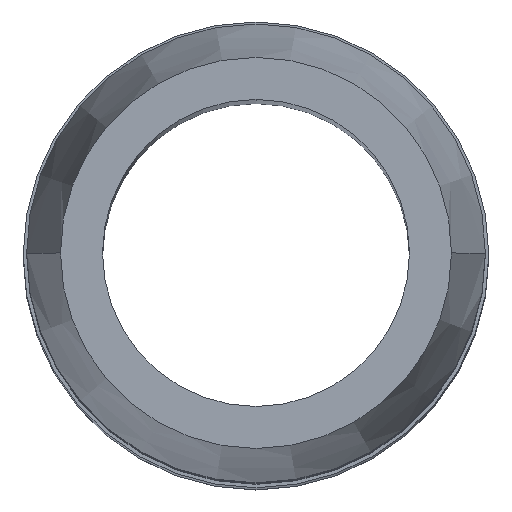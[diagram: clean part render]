
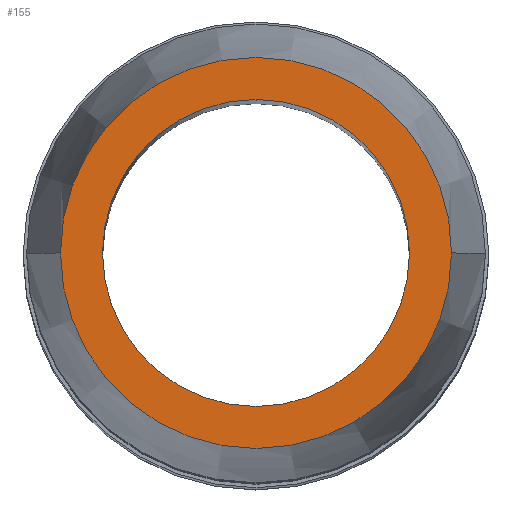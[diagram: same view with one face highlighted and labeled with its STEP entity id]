
A CAD part, top view. The second image highlights one B-rep face of the part: STEP entity #155.
In plain terms, the highlighted planar face has unit normal (0, 0, 1).
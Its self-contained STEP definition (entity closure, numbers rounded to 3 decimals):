
#22 = VERTEX_POINT ( 'NONE', #345 ) ;
#23 = VERTEX_POINT ( 'NONE', #344 ) ;
#55 = VERTEX_POINT ( 'NONE', #349 ) ;
#56 = VERTEX_POINT ( 'NONE', #321 ) ;
#66 = EDGE_CURVE ( 'NONE', #22, #23, #402, .T. ) ;
#73 = EDGE_CURVE ( 'NONE', #55, #56, #393, .T. ) ;
#110 = EDGE_LOOP ( 'NONE', ( #111, #144 ) ) ;
#111 = ORIENTED_EDGE ( 'NONE', *, *, #143, .T. ) ;
#129 = EDGE_LOOP ( 'NONE', ( #156, #131 ) ) ;
#130 = EDGE_CURVE ( 'NONE', #56, #55, #488, .T. ) ;
#131 = ORIENTED_EDGE ( 'NONE', *, *, #73, .T. ) ;
#143 = EDGE_CURVE ( 'NONE', #23, #22, #480, .T. ) ;
#144 = ORIENTED_EDGE ( 'NONE', *, *, #66, .T. ) ;
#155 = ADVANCED_FACE ( 'NONE', ( #524, #505 ), #518, .F. ) ;
#156 = ORIENTED_EDGE ( 'NONE', *, *, #130, .T. ) ;
#321 = CARTESIAN_POINT ( 'NONE',  ( 0., 4.45, 0. ) ) ;
#344 = CARTESIAN_POINT ( 'NONE',  ( -5.668, 0., 0. ) ) ;
#345 = CARTESIAN_POINT ( 'NONE',  ( 5.668, 0., 0. ) ) ;
#349 = CARTESIAN_POINT ( 'NONE',  ( 0., -4.45, 0. ) ) ;
#389 = DIRECTION ( 'NONE',  ( 0., 1., 0. ) ) ;
#390 = DIRECTION ( 'NONE',  ( 0., 0., -1. ) ) ;
#391 = CARTESIAN_POINT ( 'NONE',  ( 0., 0., 0. ) ) ;
#392 = AXIS2_PLACEMENT_3D ( 'NONE', #391, #390, #389 ) ;
#393 = CIRCLE ( 'NONE', #392, 4.45 ) ;
#398 = DIRECTION ( 'NONE',  ( 1., 0., 0. ) ) ;
#399 = DIRECTION ( 'NONE',  ( 0., 0., 1. ) ) ;
#400 = CARTESIAN_POINT ( 'NONE',  ( 0., 0., 0. ) ) ;
#401 = AXIS2_PLACEMENT_3D ( 'NONE', #400, #399, #398 ) ;
#402 = CIRCLE ( 'NONE', #401, 5.668 ) ;
#477 = DIRECTION ( 'NONE',  ( 1., 0., 0. ) ) ;
#478 = DIRECTION ( 'NONE',  ( 0., 0., 1. ) ) ;
#479 = AXIS2_PLACEMENT_3D ( 'NONE', #489, #478, #477 ) ;
#480 = CIRCLE ( 'NONE', #479, 5.668 ) ;
#482 = DIRECTION ( 'NONE',  ( 0., 1., 0. ) ) ;
#485 = DIRECTION ( 'NONE',  ( 0., 0., -1. ) ) ;
#486 = CARTESIAN_POINT ( 'NONE',  ( 0., 0., 0. ) ) ;
#487 = AXIS2_PLACEMENT_3D ( 'NONE', #486, #485, #482 ) ;
#488 = CIRCLE ( 'NONE', #487, 4.45 ) ;
#489 = CARTESIAN_POINT ( 'NONE',  ( 0., 0., 0. ) ) ;
#504 = AXIS2_PLACEMENT_3D ( 'NONE', #512, #514, #506 ) ;
#505 = FACE_OUTER_BOUND ( 'NONE', #110, .T. ) ;
#506 = DIRECTION ( 'NONE',  ( -1., 0., 0. ) ) ;
#512 = CARTESIAN_POINT ( 'NONE',  ( 0., 6.75, 0. ) ) ;
#514 = DIRECTION ( 'NONE',  ( 0., 0., -1. ) ) ;
#518 = PLANE ( 'NONE',  #504 ) ;
#524 = FACE_BOUND ( 'NONE', #129, .T. ) ;
